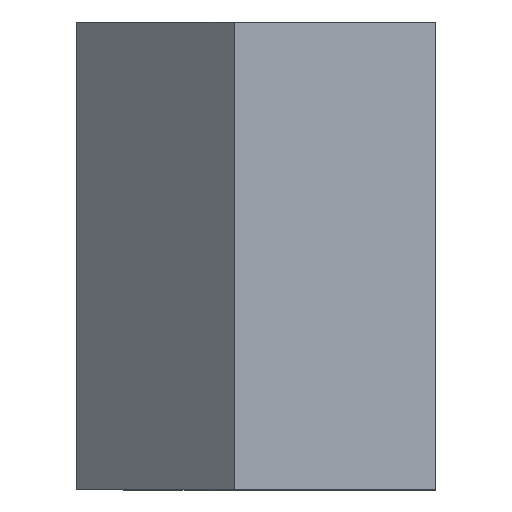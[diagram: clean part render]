
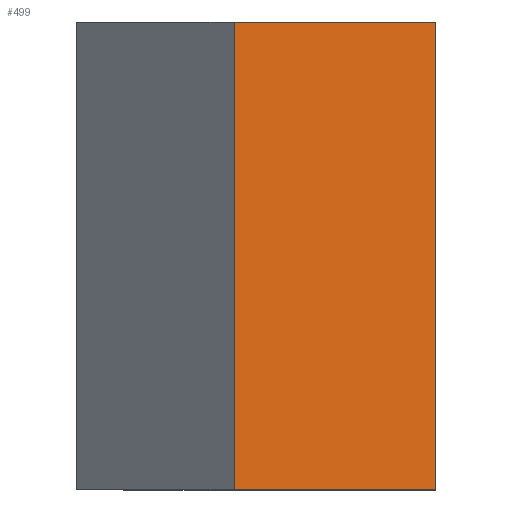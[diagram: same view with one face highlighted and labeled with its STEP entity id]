
A CAD part, top view. The second image highlights one B-rep face of the part: STEP entity #499.
In plain terms, the highlighted planar face has unit normal (0.711, 0, 0.703).
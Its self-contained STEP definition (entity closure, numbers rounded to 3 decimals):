
#29=PLANE('',#544);
#55=FACE_OUTER_BOUND('',#84,.T.);
#84=EDGE_LOOP('',(#401,#402,#403,#404));
#113=LINE('',#726,#176);
#130=LINE('',#758,#193);
#137=LINE('',#773,#200);
#141=LINE('',#781,#204);
#176=VECTOR('',#590,10.);
#193=VECTOR('',#615,10.);
#200=VECTOR('',#626,10.);
#204=VECTOR('',#634,10.);
#247=VERTEX_POINT('',#724);
#248=VERTEX_POINT('',#725);
#259=VERTEX_POINT('',#756);
#265=VERTEX_POINT('',#771);
#292=EDGE_CURVE('',#247,#248,#113,.T.);
#309=EDGE_CURVE('',#259,#247,#130,.T.);
#316=EDGE_CURVE('',#265,#259,#137,.T.);
#320=EDGE_CURVE('',#265,#248,#141,.T.);
#401=ORIENTED_EDGE('',*,*,#316,.F.);
#402=ORIENTED_EDGE('',*,*,#320,.T.);
#403=ORIENTED_EDGE('',*,*,#292,.F.);
#404=ORIENTED_EDGE('',*,*,#309,.F.);
#499=ADVANCED_FACE('',(#55),#29,.F.);
#544=AXIS2_PLACEMENT_3D('',#780,#632,#633);
#590=DIRECTION('',(0.,-1.,0.));
#615=DIRECTION('',(0.703,0.,-0.711));
#626=DIRECTION('',(0.,1.,0.));
#632=DIRECTION('center_axis',(-0.711,0.,-0.703));
#633=DIRECTION('ref_axis',(-0.703,0.,0.711));
#634=DIRECTION('',(0.703,0.,-0.711));
#724=CARTESIAN_POINT('',(102.,2.,0.));
#725=CARTESIAN_POINT('',(102.,-154.,0.));
#726=CARTESIAN_POINT('',(102.,2.,0.));
#756=CARTESIAN_POINT('',(34.779,2.,68.012));
#758=CARTESIAN_POINT('',(34.779,2.,68.012));
#771=CARTESIAN_POINT('',(34.779,-154.,68.012));
#773=CARTESIAN_POINT('',(34.779,-154.,68.012));
#780=CARTESIAN_POINT('Origin',(102.,-154.,0.));
#781=CARTESIAN_POINT('',(34.779,-154.,68.012));
